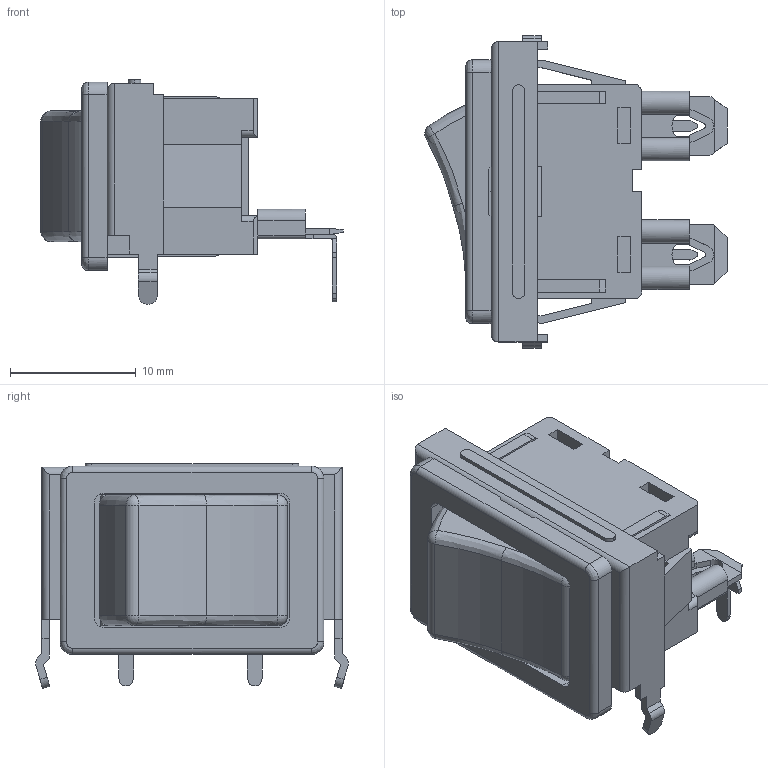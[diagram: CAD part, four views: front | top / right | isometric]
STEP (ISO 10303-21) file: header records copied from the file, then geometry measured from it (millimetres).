
FILE_DESCRIPTION(('FreeCAD Model'),'2;1');
FILE_NAME('Switch-ALPS-SDDJE12300.step','2018-04-25T09:21:39',('Author'),(''), 'Open CASCADE STEP processor 7.2','FreeCAD','Unknown');
FILE_SCHEMA(('AUTOMOTIVE_DESIGN { 1 0 10303 214 1 1 1 1 }'));
Length unit declared in the file: millimetre
Products named in the file (2): SDDJE12300001; SDDJE12300
Bounding box: 24.07 x 24.9 x 17.9 mm (x, y, z)
Volume: 3363 mm3; surface area: 3121.3 mm2
Topology: 2 solids, 2 shells, 486 faces, 1378 edges, 892 vertices
Faces by surface type: plane 371, cylinder 99, bspline 12, sphere 4
Entity records: 19885 total; most frequent: CARTESIAN_POINT 4152, ORIENTED_EDGE 2756, DIRECTION 2500, EDGE_CURVE 1378, LINE 1114, VECTOR 1114, VERTEX_POINT 892, AXIS2_PLACEMENT_3D 693
